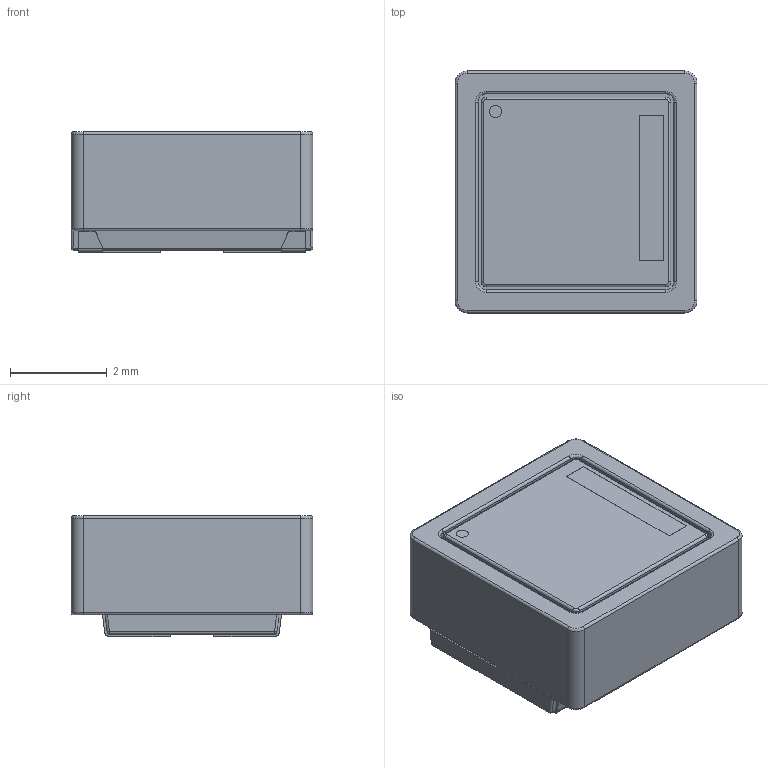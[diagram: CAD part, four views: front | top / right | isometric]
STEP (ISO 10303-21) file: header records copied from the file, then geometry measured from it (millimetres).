
FILE_DESCRIPTION(('FreeCAD Model'),'2;1');
FILE_NAME('Open CASCADE Shape Model','2021-08-24T12:33:58',( 'kicad StepUp'),('ksu MCAD'),'Open CASCADE STEP processor 7.5', 'FreeCAD','Unknown');
FILE_SCHEMA(('AUTOMOTIVE_DESIGN { 1 0 10303 214 1 1 1 1 }'));
Length unit declared in the file: millimetre
Products named in the file (1): Murata_DLW5BTZ101TQ2K_cp
Bounding box: 5 x 5 x 2.5 mm (x, y, z)
Volume: 58.3 mm3; surface area: 161.7 mm2
Topology: 8 solids, 8 shells, 139 faces, 321 edges, 200 vertices
Faces by surface type: plane 74, cylinder 45, torus 12, bspline 4, sphere 4
Full cylindrical faces by diameter (mm): 0.25 x1
Entity records: 4970 total; most frequent: DIRECTION 701, CARTESIAN_POINT 693, ORIENTED_EDGE 642, EDGE_CURVE 321, AXIS2_PLACEMENT_3D 244, LINE 213, VECTOR 213, VERTEX_POINT 200
